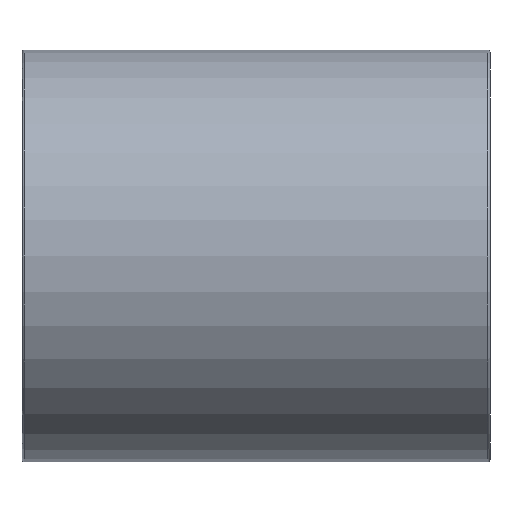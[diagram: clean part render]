
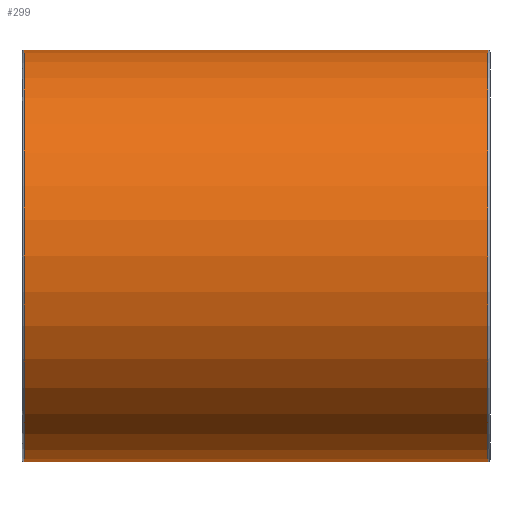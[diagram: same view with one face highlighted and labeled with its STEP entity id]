
A CAD part, front view. The second image highlights one B-rep face of the part: STEP entity #299.
In plain terms, the highlighted cylindrical face has radius 44 mm (diameter 88 mm), a full revolution.
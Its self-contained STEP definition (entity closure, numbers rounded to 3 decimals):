
#66=FACE_BOUND('',#124,.T.);
#67=FACE_BOUND('',#125,.T.);
#84=CIRCLE('',#328,44.);
#85=CIRCLE('',#329,44.);
#97=FACE_OUTER_BOUND('',#123,.T.);
#123=EDGE_LOOP('',(#231));
#124=EDGE_LOOP('',(#232));
#125=EDGE_LOOP('',(#233));
#156=B_SPLINE_CURVE_WITH_KNOTS('',3,(#587,#588,#589,#590,#591,#592,#593,
#594,#595,#596,#597,#598,#599,#600,#601,#602,#603),.UNSPECIFIED.,.T.,.F.,
(4,1,1,1,1,1,1,1,1,1,1,1,1,1,4),(-6.05,-5.618,-5.186,
-4.753,-4.321,-3.673,-3.457,
-2.881,-2.593,-2.305,-1.729,
-1.296,-0.864,-0.432,0.),
 .UNSPECIFIED.);
#161=VERTEX_POINT('',#567);
#164=VERTEX_POINT('',#608);
#165=VERTEX_POINT('',#610);
#191=EDGE_CURVE('',#161,#161,#156,.T.);
#193=EDGE_CURVE('',#164,#164,#84,.T.);
#194=EDGE_CURVE('',#165,#165,#85,.T.);
#231=ORIENTED_EDGE('',*,*,#193,.F.);
#232=ORIENTED_EDGE('',*,*,#194,.F.);
#233=ORIENTED_EDGE('',*,*,#191,.F.);
#293=CYLINDRICAL_SURFACE('',#327,44.);
#299=ADVANCED_FACE('',(#97,#66,#67),#293,.T.);
#327=AXIS2_PLACEMENT_3D('',#607,#372,#373);
#328=AXIS2_PLACEMENT_3D('',#609,#374,#375);
#329=AXIS2_PLACEMENT_3D('',#611,#376,#377);
#372=DIRECTION('center_axis',(1.,0.,0.));
#373=DIRECTION('ref_axis',(0.,1.,0.));
#374=DIRECTION('center_axis',(-1.,0.,0.));
#375=DIRECTION('ref_axis',(0.,-1.,0.));
#376=DIRECTION('center_axis',(1.,0.,0.));
#377=DIRECTION('ref_axis',(0.,-1.,0.));
#567=CARTESIAN_POINT('',(0.,42.665,-10.756));
#587=CARTESIAN_POINT('Ctrl Pts',(0.001,42.665,-10.755));
#588=CARTESIAN_POINT('Ctrl Pts',(-1.642,42.665,-10.755));
#589=CARTESIAN_POINT('Ctrl Pts',(-4.946,42.861,-10.015));
#590=CARTESIAN_POINT('Ctrl Pts',(-8.887,43.509,-6.938));
#591=CARTESIAN_POINT('Ctrl Pts',(-11.084,44.019,-2.493));
#592=CARTESIAN_POINT('Ctrl Pts',(-11.102,44.023,3.325));
#593=CARTESIAN_POINT('Ctrl Pts',(-8.319,43.376,7.617));
#594=CARTESIAN_POINT('Ctrl Pts',(-3.65,42.744,10.489));
#595=CARTESIAN_POINT('Ctrl Pts',(0.61,42.569,11.126));
#596=CARTESIAN_POINT('Ctrl Pts',(4.854,42.897,9.823));
#597=CARTESIAN_POINT('Ctrl Pts',(8.514,43.418,7.397));
#598=CARTESIAN_POINT('Ctrl Pts',(11.09,44.023,3.038));
#599=CARTESIAN_POINT('Ctrl Pts',(11.09,44.02,-2.486));
#600=CARTESIAN_POINT('Ctrl Pts',(8.88,43.508,-6.948));
#601=CARTESIAN_POINT('Ctrl Pts',(4.944,42.861,-10.013));
#602=CARTESIAN_POINT('Ctrl Pts',(1.644,42.665,-10.756));
#603=CARTESIAN_POINT('Ctrl Pts',(0.001,42.665,-10.755));
#607=CARTESIAN_POINT('Origin',(0.,0.,0.));
#608=CARTESIAN_POINT('',(-49.5,44.,0.));
#609=CARTESIAN_POINT('Origin',(-49.5,0.,0.));
#610=CARTESIAN_POINT('',(49.5,44.,0.));
#611=CARTESIAN_POINT('Origin',(49.5,0.,0.));
